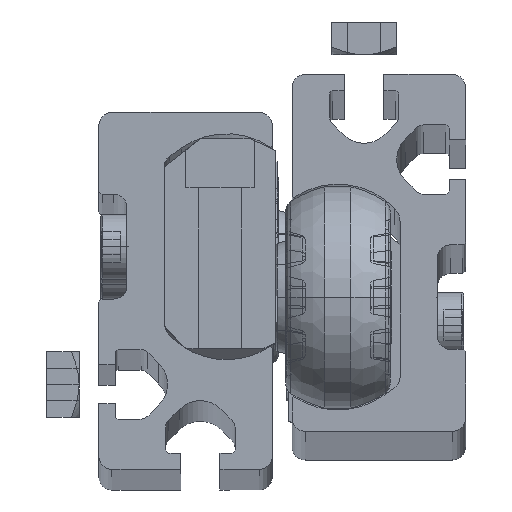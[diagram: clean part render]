
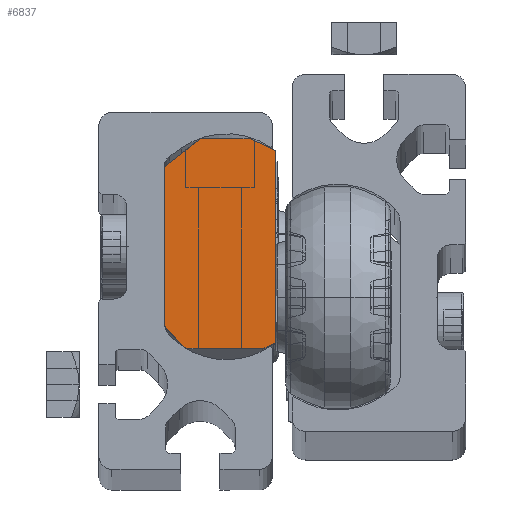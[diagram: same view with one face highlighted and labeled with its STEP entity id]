
A CAD part, top view. The second image highlights one B-rep face of the part: STEP entity #6837.
In plain terms, the highlighted face is planar.
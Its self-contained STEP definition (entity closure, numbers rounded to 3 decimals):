
#284 = ORIENTED_EDGE ( 'NONE', *, *, #15918, .F. ) ;
#564 = VERTEX_POINT ( 'NONE', #18627 ) ;
#578 = DIRECTION ( 'NONE',  ( 0., -1., 0. ) ) ;
#791 = VERTEX_POINT ( 'NONE', #14427 ) ;
#1117 = EDGE_CURVE ( 'NONE', #17914, #14699, #1257, .T. ) ;
#1257 = LINE ( 'NONE', #21620, #7281 ) ;
#1294 = EDGE_CURVE ( 'NONE', #564, #9442, #3572, .T. ) ;
#2063 = ORIENTED_EDGE ( 'NONE', *, *, #1294, .T. ) ;
#2860 = CARTESIAN_POINT ( 'NONE',  ( 19., 12.203, 8.5 ) ) ;
#2886 = DIRECTION ( 'NONE',  ( 0., 0., 1. ) ) ;
#3432 = EDGE_CURVE ( 'NONE', #13546, #14699, #21090, .T. ) ;
#3572 = LINE ( 'NONE', #18231, #21468 ) ;
#3993 = DIRECTION ( 'NONE',  ( 0., -0.423, -0.906 ) ) ;
#4197 = EDGE_CURVE ( 'NONE', #15459, #9442, #10632, .T. ) ;
#4521 = EDGE_CURVE ( 'NONE', #17914, #8842, #18519, .T. ) ;
#4676 = PLANE ( 'NONE',  #15213 ) ;
#4799 = CARTESIAN_POINT ( 'NONE',  ( 19., 1.5, 22.2 ) ) ;
#4814 = VECTOR ( 'NONE', #578, 1000. ) ;
#5362 = VECTOR ( 'NONE', #17545, 1000. ) ;
#6069 = CARTESIAN_POINT ( 'NONE',  ( 19., 16.5, -4.6 ) ) ;
#6371 = EDGE_CURVE ( 'NONE', #791, #564, #7612, .T. ) ;
#6837 = ADVANCED_FACE ( 'NONE', ( #10063 ), #4676, .F. ) ;
#7281 = VECTOR ( 'NONE', #8562, 1000. ) ;
#7612 = LINE ( 'NONE', #14955, #11772 ) ;
#8252 = CARTESIAN_POINT ( 'NONE',  ( 19., 12.203, 8.5 ) ) ;
#8257 = DIRECTION ( 'NONE',  ( 0., -0.423, 0.906 ) ) ;
#8562 = DIRECTION ( 'NONE',  ( 0., 0., 1. ) ) ;
#8842 = VERTEX_POINT ( 'NONE', #14238 ) ;
#8952 = CARTESIAN_POINT ( 'NONE',  ( 19., 16.5, 3. ) ) ;
#9097 = CARTESIAN_POINT ( 'NONE',  ( 19., -14.661, -8.5 ) ) ;
#9442 = VERTEX_POINT ( 'NONE', #13569 ) ;
#9778 = ORIENTED_EDGE ( 'NONE', *, *, #9900, .F. ) ;
#9900 = EDGE_CURVE ( 'NONE', #8842, #15459, #20342, .T. ) ;
#10063 = FACE_OUTER_BOUND ( 'NONE', #13315, .T. ) ;
#10161 = DIRECTION ( 'NONE',  ( 0., 0.616, -0.788 ) ) ;
#10183 = CARTESIAN_POINT ( 'NONE',  ( 19., -12.2, 8.5 ) ) ;
#10632 = LINE ( 'NONE', #17977, #16276 ) ;
#11230 = VECTOR ( 'NONE', #3993, 1000. ) ;
#11574 = ORIENTED_EDGE ( 'NONE', *, *, #6371, .T. ) ;
#11772 = VECTOR ( 'NONE', #17003, 1000. ) ;
#11928 = ORIENTED_EDGE ( 'NONE', *, *, #4197, .F. ) ;
#12391 = VECTOR ( 'NONE', #10161, 1000. ) ;
#13118 = CARTESIAN_POINT ( 'NONE',  ( 19., 16.5, -4.6 ) ) ;
#13315 = EDGE_LOOP ( 'NONE', ( #20487, #284, #11574, #2063, #11928, #9778, #20220, #18571 ) ) ;
#13546 = VERTEX_POINT ( 'NONE', #8252 ) ;
#13569 = CARTESIAN_POINT ( 'NONE',  ( 19., -15.5, -6.7 ) ) ;
#14238 = CARTESIAN_POINT ( 'NONE',  ( 19., 14.681, -8.5 ) ) ;
#14427 = CARTESIAN_POINT ( 'NONE',  ( 19., -12.2, 8.5 ) ) ;
#14699 = VERTEX_POINT ( 'NONE', #8952 ) ;
#14955 = CARTESIAN_POINT ( 'NONE',  ( 19., -12.2, 8.5 ) ) ;
#15213 = AXIS2_PLACEMENT_3D ( 'NONE', #4799, #21356, #2886 ) ;
#15459 = VERTEX_POINT ( 'NONE', #9097 ) ;
#15918 = EDGE_CURVE ( 'NONE', #791, #13546, #19303, .T. ) ;
#16000 = DIRECTION ( 'NONE',  ( 0., 0., -1. ) ) ;
#16276 = VECTOR ( 'NONE', #8257, 1000. ) ;
#17003 = DIRECTION ( 'NONE',  ( 0., -0.707, -0.707 ) ) ;
#17038 = CARTESIAN_POINT ( 'NONE',  ( 19., 14.681, -8.5 ) ) ;
#17545 = DIRECTION ( 'NONE',  ( 0., 1., 0. ) ) ;
#17914 = VERTEX_POINT ( 'NONE', #6069 ) ;
#17977 = CARTESIAN_POINT ( 'NONE',  ( 19., -14.661, -8.5 ) ) ;
#18231 = CARTESIAN_POINT ( 'NONE',  ( 19., -15.5, 5.2 ) ) ;
#18519 = LINE ( 'NONE', #13118, #11230 ) ;
#18571 = ORIENTED_EDGE ( 'NONE', *, *, #1117, .T. ) ;
#18627 = CARTESIAN_POINT ( 'NONE',  ( 19., -15.5, 5.2 ) ) ;
#19303 = LINE ( 'NONE', #10183, #5362 ) ;
#20220 = ORIENTED_EDGE ( 'NONE', *, *, #4521, .F. ) ;
#20342 = LINE ( 'NONE', #17038, #4814 ) ;
#20487 = ORIENTED_EDGE ( 'NONE', *, *, #3432, .F. ) ;
#21090 = LINE ( 'NONE', #2860, #12391 ) ;
#21356 = DIRECTION ( 'NONE',  ( -1., 0., 0. ) ) ;
#21468 = VECTOR ( 'NONE', #16000, 1000. ) ;
#21620 = CARTESIAN_POINT ( 'NONE',  ( 19., 16.5, -4.6 ) ) ;
